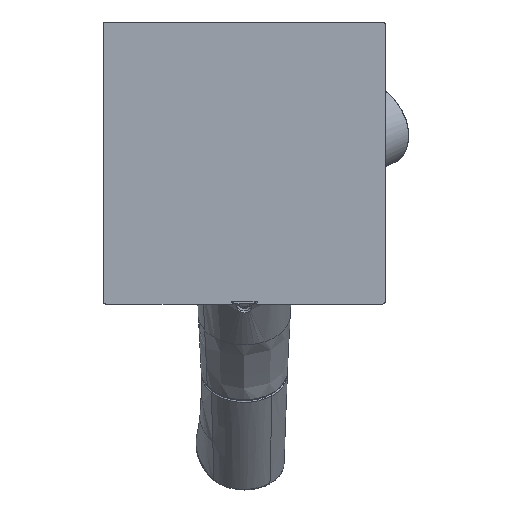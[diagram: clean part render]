
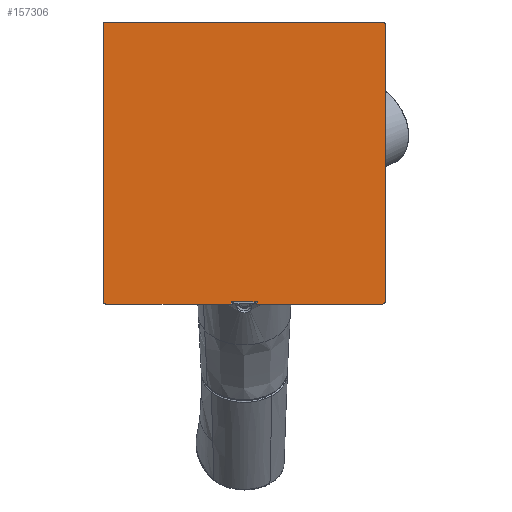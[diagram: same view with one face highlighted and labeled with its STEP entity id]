
A CAD part, left-side view. The second image highlights one B-rep face of the part: STEP entity #157306.
In plain terms, the highlighted face is planar.
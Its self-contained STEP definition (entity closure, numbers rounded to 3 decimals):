
#155856=CARTESIAN_POINT(' ',(-60.55,59.55,0.));
#155857=VERTEX_POINT(' ',#155856);
#155871=CARTESIAN_POINT(' ',(-60.55,-59.55,0.));
#155876=DIRECTION(' ',(0.,1.,0.));
#155881=VECTOR(' ',#155876,1.);
#155886=LINE('',#155871,#155881);
#155891=CARTESIAN_POINT(' ',(-60.55,-59.55,0.));
#155892=VERTEX_POINT(' ',#155891);
#155896=EDGE_CURVE(' ',#155892,#155857,#155886,.T.);
#156106=CARTESIAN_POINT(' ',(-59.55,-60.55,0.));
#156107=VERTEX_POINT(' ',#156106);
#156121=CARTESIAN_POINT(' ',(-59.55,-60.55,0.));
#156126=DIRECTION(' ',(1.,0.,0.));
#156131=VECTOR(' ',#156126,1.);
#156136=LINE('',#156121,#156131);
#156141=CARTESIAN_POINT(' ',(59.55,-60.55,0.));
#156142=VERTEX_POINT(' ',#156141);
#156146=EDGE_CURVE(' ',#156107,#156142,#156136,.T.);
#156341=CARTESIAN_POINT(' ',(60.55,59.55,0.));
#156346=DIRECTION(' ',(0.,-1.,0.));
#156351=VECTOR(' ',#156346,1.);
#156356=LINE('',#156341,#156351);
#156361=CARTESIAN_POINT(' ',(60.55,59.55,0.));
#156362=VERTEX_POINT(' ',#156361);
#156366=CARTESIAN_POINT(' ',(60.55,5.5,0.));
#156367=VERTEX_POINT(' ',#156366);
#156371=EDGE_CURVE(' ',#156362,#156367,#156356,.T.);
#156436=CARTESIAN_POINT(' ',(60.55,-59.55,0.));
#156437=VERTEX_POINT(' ',#156436);
#156451=CARTESIAN_POINT(' ',(60.55,-5.5,0.));
#156456=DIRECTION(' ',(0.,-1.,0.));
#156461=VECTOR(' ',#156456,1.);
#156466=LINE('',#156451,#156461);
#156471=CARTESIAN_POINT(' ',(60.55,-5.5,0.));
#156472=VERTEX_POINT(' ',#156471);
#156476=EDGE_CURVE(' ',#156472,#156437,#156466,.T.);
#156851=CARTESIAN_POINT(' ',(59.55,60.55,0.));
#156852=VERTEX_POINT(' ',#156851);
#156866=CARTESIAN_POINT(' ',(-59.55,60.55,0.));
#156871=DIRECTION(' ',(1.,0.,0.));
#156876=VECTOR(' ',#156871,1.);
#156881=LINE('',#156866,#156876);
#156886=CARTESIAN_POINT(' ',(-59.55,60.55,0.));
#156887=VERTEX_POINT(' ',#156886);
#156891=EDGE_CURVE(' ',#156887,#156852,#156881,.T.);
#156976=CARTESIAN_POINT(' ',(-59.55,59.55,0.));
#156981=DIRECTION(' ',(0.,0.,1.));
#156986=DIRECTION(' ',(0.,1.,0.));
#156991=AXIS2_PLACEMENT_3D(' ',#156976,#156981,#156986);
#156996=CIRCLE('',#156991,1.);
#157001=EDGE_CURVE(' ',#156887,#155857,#156996,.T.);
#157036=DIRECTION(' ',(0.,0.,-1.));
#157041=CARTESIAN_POINT(' ',(60.55,-60.55,0.));
#157046=DIRECTION(' ',(-1.,0.,0.));
#157051=AXIS2_PLACEMENT_3D(' ',#157041,#157036,#157046);
#157056=PLANE('',#157051);
#157061=CARTESIAN_POINT(' ',(59.564,5.5,0.));
#157066=DIRECTION(' ',(0.,-1.,0.));
#157071=VECTOR(' ',#157066,1.);
#157076=LINE('',#157061,#157071);
#157081=CARTESIAN_POINT(' ',(59.564,5.5,0.));
#157082=VERTEX_POINT(' ',#157081);
#157086=CARTESIAN_POINT(' ',(59.564,-5.5,0.));
#157087=VERTEX_POINT(' ',#157086);
#157091=EDGE_CURVE(' ',#157082,#157087,#157076,.T.);
#157096=ORIENTED_EDGE(' ',*,*,#157091,.T.);
#157101=CARTESIAN_POINT(' ',(60.55,-5.5,0.));
#157106=DIRECTION(' ',(-1.,0.,0.));
#157111=VECTOR(' ',#157106,1.);
#157116=LINE('',#157101,#157111);
#157121=EDGE_CURVE(' ',#156472,#157087,#157116,.T.);
#157126=ORIENTED_EDGE(' ',*,*,#157121,.F.);
#157131=ORIENTED_EDGE(' ',*,*,#156476,.T.);
#157136=CARTESIAN_POINT(' ',(59.55,-59.55,0.));
#157141=DIRECTION(' ',(0.,0.,1.));
#157146=DIRECTION(' ',(0.,-1.,0.));
#157151=AXIS2_PLACEMENT_3D(' ',#157136,#157141,#157146);
#157156=CIRCLE('',#157151,1.);
#157161=EDGE_CURVE(' ',#156142,#156437,#157156,.T.);
#157166=ORIENTED_EDGE(' ',*,*,#157161,.F.);
#157171=ORIENTED_EDGE(' ',*,*,#156146,.F.);
#157176=CARTESIAN_POINT(' ',(-59.55,-59.55,0.));
#157181=DIRECTION(' ',(0.,0.,1.));
#157186=DIRECTION(' ',(-1.,0.,0.));
#157191=AXIS2_PLACEMENT_3D(' ',#157176,#157181,#157186);
#157196=CIRCLE('',#157191,1.);
#157201=EDGE_CURVE(' ',#155892,#156107,#157196,.T.);
#157206=ORIENTED_EDGE(' ',*,*,#157201,.F.);
#157211=ORIENTED_EDGE(' ',*,*,#155896,.T.);
#157216=ORIENTED_EDGE(' ',*,*,#157001,.F.);
#157221=ORIENTED_EDGE(' ',*,*,#156891,.T.);
#157226=CARTESIAN_POINT(' ',(59.55,59.55,0.));
#157231=DIRECTION(' ',(0.,0.,1.));
#157236=DIRECTION(' ',(1.,0.,0.));
#157241=AXIS2_PLACEMENT_3D(' ',#157226,#157231,#157236);
#157246=CIRCLE('',#157241,1.);
#157251=EDGE_CURVE(' ',#156362,#156852,#157246,.T.);
#157256=ORIENTED_EDGE(' ',*,*,#157251,.F.);
#157261=ORIENTED_EDGE(' ',*,*,#156371,.T.);
#157266=CARTESIAN_POINT(' ',(60.55,5.5,0.));
#157271=DIRECTION(' ',(-1.,0.,0.));
#157276=VECTOR(' ',#157271,1.);
#157281=LINE('',#157266,#157276);
#157286=EDGE_CURVE(' ',#156367,#157082,#157281,.T.);
#157291=ORIENTED_EDGE(' ',*,*,#157286,.T.);
#157296=EDGE_LOOP(' ',(#157096,#157126,#157131,#157166,#157171,#157206,#157211,#157216,#157221,#157256,#157261,#157291));
#157301=FACE_OUTER_BOUND(' ',#157296,.T.);
#157306=ADVANCED_FACE('',(#157301),#157056,.T.);
